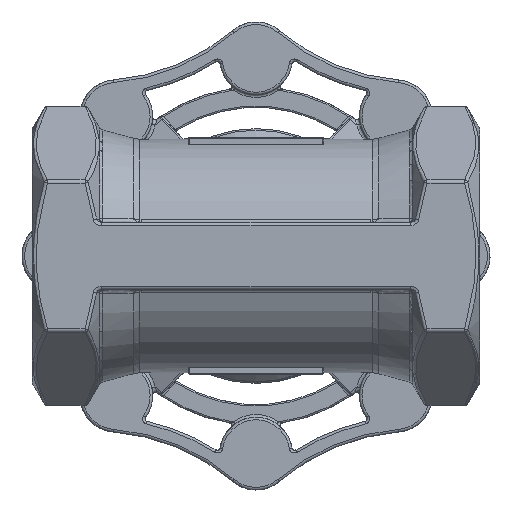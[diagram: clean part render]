
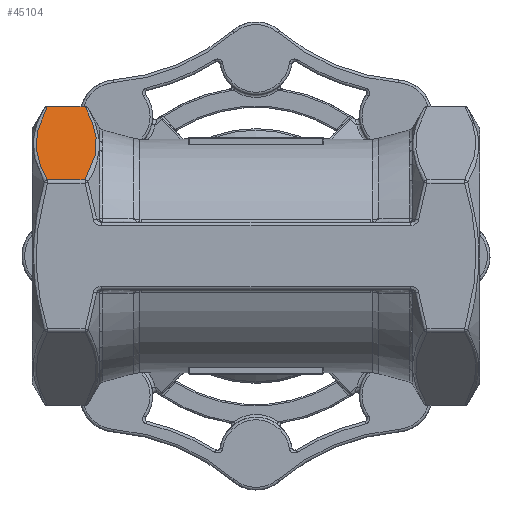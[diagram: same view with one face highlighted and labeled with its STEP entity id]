
A CAD part, front view. The second image highlights one B-rep face of the part: STEP entity #45104.
In plain terms, the highlighted planar face has unit normal (0, -0.5, 0.866).
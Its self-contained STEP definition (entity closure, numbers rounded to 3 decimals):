
#659 = VECTOR ( 'NONE', #19277, 1000. ) ;
#660 = LINE ( 'NONE', #19276, #659 ) ;
#13227 = CARTESIAN_POINT ( 'NONE',  ( -40.137, -24.65, 14.636 ) ) ;
#13283 = CARTESIAN_POINT ( 'NONE',  ( -32.863, -0.35, 28.665 ) ) ;
#16717 = CARTESIAN_POINT ( 'NONE',  ( -40.137, -0.35, 28.665 ) ) ;
#16718 = CARTESIAN_POINT ( 'NONE',  ( -40.799, -2.336, 27.519 ) ) ;
#16719 = CARTESIAN_POINT ( 'NONE',  ( -41.345, -4.339, 26.362 ) ) ;
#16720 = CARTESIAN_POINT ( 'NONE',  ( -41.912, -7.38, 24.607 ) ) ;
#16721 = CARTESIAN_POINT ( 'NONE',  ( -42.059, -8.399, 24.018 ) ) ;
#16722 = CARTESIAN_POINT ( 'NONE',  ( -42.208, -9.939, 23.129 ) ) ;
#16723 = CARTESIAN_POINT ( 'NONE',  ( -42.245, -10.454, 22.832 ) ) ;
#16724 = CARTESIAN_POINT ( 'NONE',  ( -42.295, -11.487, 22.235 ) ) ;
#16725 = CARTESIAN_POINT ( 'NONE',  ( -42.308, -12.006, 21.936 ) ) ;
#16726 = CARTESIAN_POINT ( 'NONE',  ( -42.306, -14.589, 20.445 ) ) ;
#16727 = CARTESIAN_POINT ( 'NONE',  ( -42.098, -16.629, 19.267 ) ) ;
#16728 = CARTESIAN_POINT ( 'NONE',  ( -41.343, -20.668, 16.935 ) ) ;
#16729 = CARTESIAN_POINT ( 'NONE',  ( -40.798, -22.666, 15.781 ) ) ;
#16730 = CARTESIAN_POINT ( 'NONE',  ( -40.137, -24.65, 14.636 ) ) ;
#17994 = AXIS2_PLACEMENT_3D ( 'NONE', #19763, #19765, #19767 ) ;
#19276 = CARTESIAN_POINT ( 'NONE',  ( -30., -0.35, 28.665 ) ) ;
#19277 = DIRECTION ( 'NONE',  ( -1., 0., 0. ) ) ;
#19762 = PLANE ( 'NONE',  #17994 ) ;
#19763 = CARTESIAN_POINT ( 'NONE',  ( -30., -44.242, 3.325 ) ) ;
#19765 = DIRECTION ( 'NONE',  ( 0., -0.5, 0.866 ) ) ;
#19767 = DIRECTION ( 'NONE',  ( 0., -0.866, -0.5 ) ) ;
#32639 = B_SPLINE_CURVE_WITH_KNOTS ( 'NONE', 3,
 ( #16717, #16718, #16719, #16720, #16721, #16722, #16723, #16724, #16725, #16726, #16727, #16728, #16729, #16730 ),
 .UNSPECIFIED., .F., .F.,
 ( 4, 2, 2, 2, 2, 2, 4 ),
 ( 0., 0.007, 0.011, 0.012, 0.014, 0.021, 0.028 ),
 .UNSPECIFIED. ) ;
#33002 = B_SPLINE_CURVE_WITH_KNOTS ( 'NONE', 3,
 ( #39745, #39747, #39750, #39752, #39754, #39756, #39758, #39760, #39762, #39764, #39765, #39767, #39768, #39770 ),
 .UNSPECIFIED., .F., .F.,
 ( 4, 2, 2, 2, 2, 2, 4 ),
 ( 0., 0.007, 0.011, 0.012, 0.014, 0.021, 0.028 ),
 .UNSPECIFIED. ) ;
#37028 = CARTESIAN_POINT ( 'NONE',  ( -32.863, -24.65, 14.636 ) ) ;
#38185 = CARTESIAN_POINT ( 'NONE',  ( -40.137, -0.35, 28.665 ) ) ;
#39587 = CARTESIAN_POINT ( 'NONE',  ( -30., -24.65, 14.636 ) ) ;
#39589 = DIRECTION ( 'NONE',  ( 1., 0., 0. ) ) ;
#39745 = CARTESIAN_POINT ( 'NONE',  ( -32.863, -24.65, 14.636 ) ) ;
#39747 = CARTESIAN_POINT ( 'NONE',  ( -32.201, -22.664, 15.783 ) ) ;
#39750 = CARTESIAN_POINT ( 'NONE',  ( -31.655, -20.661, 16.939 ) ) ;
#39752 = CARTESIAN_POINT ( 'NONE',  ( -31.087, -17.62, 18.695 ) ) ;
#39754 = CARTESIAN_POINT ( 'NONE',  ( -30.941, -16.6, 19.283 ) ) ;
#39756 = CARTESIAN_POINT ( 'NONE',  ( -30.792, -15.06, 20.172 ) ) ;
#39758 = CARTESIAN_POINT ( 'NONE',  ( -30.755, -14.545, 20.47 ) ) ;
#39760 = CARTESIAN_POINT ( 'NONE',  ( -30.705, -13.512, 21.066 ) ) ;
#39762 = CARTESIAN_POINT ( 'NONE',  ( -30.692, -12.993, 21.366 ) ) ;
#39764 = CARTESIAN_POINT ( 'NONE',  ( -30.694, -10.411, 22.857 ) ) ;
#39765 = CARTESIAN_POINT ( 'NONE',  ( -30.902, -8.37, 24.035 ) ) ;
#39767 = CARTESIAN_POINT ( 'NONE',  ( -31.657, -4.332, 26.366 ) ) ;
#39768 = CARTESIAN_POINT ( 'NONE',  ( -32.202, -2.334, 27.52 ) ) ;
#39770 = CARTESIAN_POINT ( 'NONE',  ( -32.863, -0.35, 28.665 ) ) ;
#45104 = ADVANCED_FACE ( 'NONE', ( #69338 ), #19762, .T. ) ;
#51781 = VERTEX_POINT ( 'NONE', #13283 ) ;
#51862 = VERTEX_POINT ( 'NONE', #13227 ) ;
#57837 = EDGE_CURVE ( 'NONE', #63943, #51862, #32639, .T. ) ;
#60598 = EDGE_CURVE ( 'NONE', #51781, #63943, #660, .T. ) ;
#62607 = VERTEX_POINT ( 'NONE', #37028 ) ;
#62765 = VECTOR ( 'NONE', #39589, 1000. ) ;
#63943 = VERTEX_POINT ( 'NONE', #38185 ) ;
#64000 = LINE ( 'NONE', #39587, #62765 ) ;
#64168 = EDGE_CURVE ( 'NONE', #51862, #62607, #64000, .T. ) ;
#64194 = EDGE_CURVE ( 'NONE', #62607, #51781, #33002, .T. ) ;
#65568 = ORIENTED_EDGE ( 'NONE', *, *, #60598, .T. ) ;
#65682 = ORIENTED_EDGE ( 'NONE', *, *, #57837, .T. ) ;
#65683 = ORIENTED_EDGE ( 'NONE', *, *, #64168, .T. ) ;
#65684 = ORIENTED_EDGE ( 'NONE', *, *, #64194, .T. ) ;
#65997 = EDGE_LOOP ( 'NONE', ( #65682, #65683, #65684, #65568 ) ) ;
#69338 = FACE_OUTER_BOUND ( 'NONE', #65997, .T. ) ;
